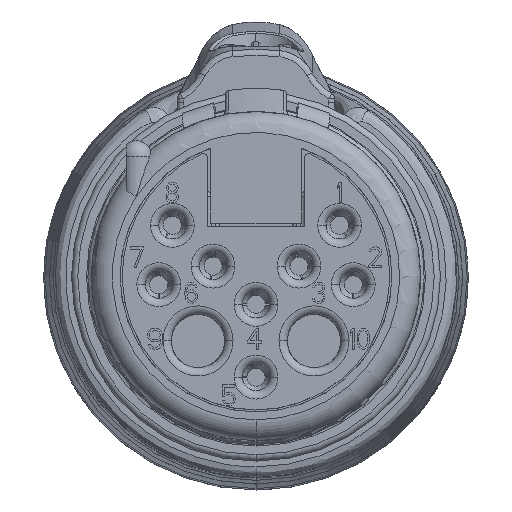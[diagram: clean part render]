
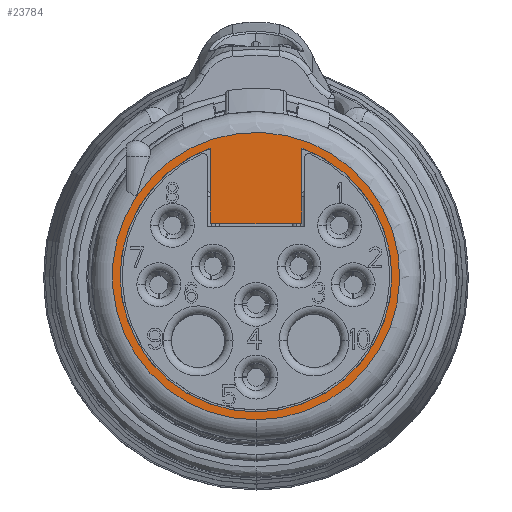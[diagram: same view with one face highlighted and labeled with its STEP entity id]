
A CAD part, top view. The second image highlights one B-rep face of the part: STEP entity #23784.
In plain terms, the highlighted planar face has unit normal (0, 0, 1).
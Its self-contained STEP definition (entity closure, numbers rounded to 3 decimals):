
#26=CARTESIAN_POINT('',(0.,0.,15.7));
#27=DIRECTION('',(0.,0.,-1.));
#28=DIRECTION('',(0.338,0.941,0.));
#29=AXIS2_PLACEMENT_3D('',#26,#27,#28);
#163=DIRECTION('',(0.,1.,0.));
#164=VECTOR('',#163,3.486);
#165=CARTESIAN_POINT('',(-2.2,2.63,15.7));
#166=LINE('',#165,#164);
#180=CARTESIAN_POINT('',(-2.2,2.63,15.7));
#181=CARTESIAN_POINT('',(-2.2,2.587,15.7));
#182=CARTESIAN_POINT('',(-2.167,2.533,15.7));
#183=CARTESIAN_POINT('',(-2.113,2.5,15.7));
#184=CARTESIAN_POINT('',(-2.07,2.5,15.7));
#199=CARTESIAN_POINT('',(2.07,2.5,15.7));
#200=CARTESIAN_POINT('',(2.113,2.5,15.7));
#201=CARTESIAN_POINT('',(2.167,2.533,15.7));
#202=CARTESIAN_POINT('',(2.2,2.587,15.7));
#203=CARTESIAN_POINT('',(2.2,2.63,15.7));
#205=DIRECTION('',(0.,1.,0.));
#206=VECTOR('',#205,3.486);
#207=CARTESIAN_POINT('',(2.2,2.63,15.7));
#208=LINE('',#207,#206);
#214=CARTESIAN_POINT('',(0.,0.,15.7));
#215=DIRECTION('',(0.,0.,1.));
#216=DIRECTION('',(-0.833,0.553,0.));
#217=AXIS2_PLACEMENT_3D('',#214,#215,#216);
#219=DIRECTION('',(-1.,0.,0.));
#220=VECTOR('',#219,4.14);
#221=CARTESIAN_POINT('',(2.07,2.5,15.7));
#222=LINE('',#221,#220);
#223=CARTESIAN_POINT('',(0.,0.,15.7));
#224=DIRECTION('',(0.,0.,1.));
#225=DIRECTION('',(0.,-1.,0.));
#226=AXIS2_PLACEMENT_3D('',#223,#224,#225);
#19425=CARTESIAN_POINT('',(0.,-6.875,15.7));
#19427=VERTEX_POINT('',#19425);
#19430=CARTESIAN_POINT('',(-5.728,3.802,15.7));
#19431=VERTEX_POINT('',#19430);
#19458=CARTESIAN_POINT('',(2.2,2.63,15.7));
#19460=VERTEX_POINT('',#19458);
#19462=CARTESIAN_POINT('',(2.07,2.5,15.7));
#19464=VERTEX_POINT('',#19462);
#19467=CARTESIAN_POINT('',(-2.07,2.5,15.7));
#19469=VERTEX_POINT('',#19467);
#19471=CARTESIAN_POINT('',(-2.2,2.63,15.7));
#19473=VERTEX_POINT('',#19471);
#19486=CARTESIAN_POINT('',(2.2,6.116,15.7));
#19487=VERTEX_POINT('',#19486);
#19488=CARTESIAN_POINT('',(-2.2,6.116,15.7));
#19489=VERTEX_POINT('',#19488);
#23765=CARTESIAN_POINT('',(0.,0.,15.7));
#23766=DIRECTION('',(0.,0.,-1.));
#23767=DIRECTION('',(0.,-1.,0.));
#23768=AXIS2_PLACEMENT_3D('',#23765,#23766,#23767);
#23769=PLANE('',#23768);
#23771=ORIENTED_EDGE('',*,*,#23770,.F.);
#23773=ORIENTED_EDGE('',*,*,#23772,.F.);
#23774=EDGE_LOOP('',(#23771,#23773));
#23775=FACE_OUTER_BOUND('',#23774,.F.);
#23776=ORIENTED_EDGE('',*,*,#23742,.F.);
#23777=ORIENTED_EDGE('',*,*,#23727,.T.);
#23778=ORIENTED_EDGE('',*,*,#23712,.F.);
#23779=ORIENTED_EDGE('',*,*,#23697,.T.);
#23780=ORIENTED_EDGE('',*,*,#23482,.F.);
#23781=ORIENTED_EDGE('',*,*,#23753,.F.);
#23782=EDGE_LOOP('',(#23776,#23777,#23778,#23779,#23780,#23781));
#23783=FACE_BOUND('',#23782,.F.);
#23784=ADVANCED_FACE('',(#23775,#23783),#23769,.F.);
#30=CIRCLE('',#29,6.5);
#185=B_SPLINE_CURVE_WITH_KNOTS('',3,(#180,#181,#182,#183,#184),.UNSPECIFIED.,
.F.,.F.,(4,1,4),(0.,0.5,1.),.UNSPECIFIED.);
#204=B_SPLINE_CURVE_WITH_KNOTS('',3,(#199,#200,#201,#202,#203),.UNSPECIFIED.,
.F.,.F.,(4,1,4),(0.,0.5,1.),.UNSPECIFIED.);
#218=CIRCLE('',#217,6.875);
#227=CIRCLE('',#226,6.875);
#23482=EDGE_CURVE('',#19487,#19489,#30,.T.);
#23697=EDGE_CURVE('',#19473,#19489,#166,.T.);
#23712=EDGE_CURVE('',#19473,#19469,#185,.T.);
#23727=EDGE_CURVE('',#19464,#19469,#222,.T.);
#23742=EDGE_CURVE('',#19464,#19460,#204,.T.);
#23753=EDGE_CURVE('',#19460,#19487,#208,.T.);
#23770=EDGE_CURVE('',#19427,#19431,#227,.T.);
#23772=EDGE_CURVE('',#19431,#19427,#218,.T.);
